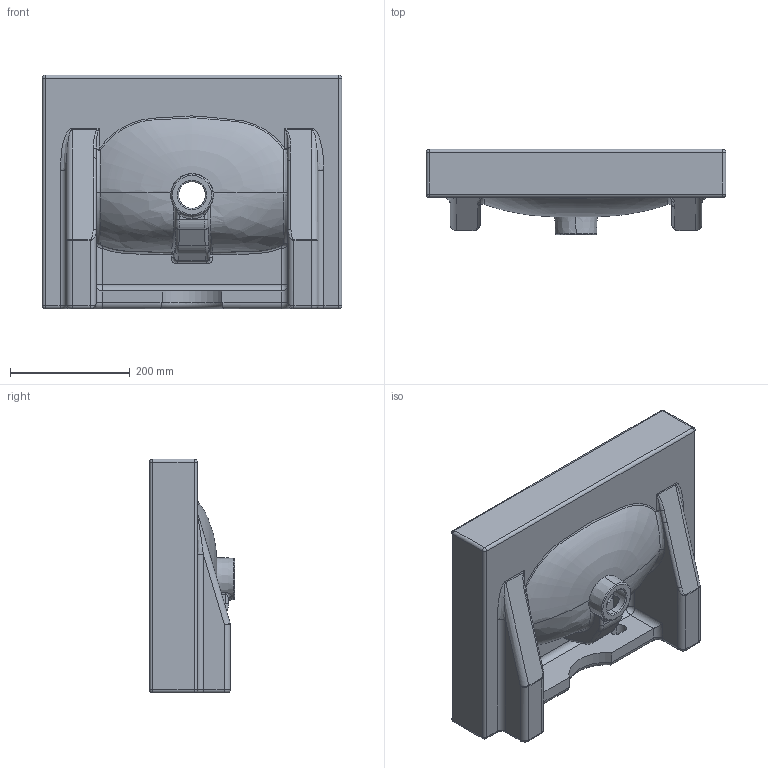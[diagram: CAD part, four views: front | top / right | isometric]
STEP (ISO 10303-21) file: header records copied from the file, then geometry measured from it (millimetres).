
FILE_DESCRIPTION (( 'STEP AP214' ), '1' );
FILE_NAME ('50000.OTH_Basin_v10722.STEP', '2022-07-29T11:53:31', ( '' ), ( '' ), 'SwSTEP 2.0', 'SolidWorks 2019', '' );
FILE_SCHEMA (( 'AUTOMOTIVE_DESIGN' ));
Length unit declared in the file: millimetre
Products named in the file (1): 50000.OTH_Basin_v10722
Bounding box: 500 x 142 x 390 mm (x, y, z)
Volume: 9711080.6 mm3; surface area: 694013.1 mm2
Topology: 1 solids, 1 shells, 200 faces, 504 edges, 289 vertices
Faces by surface type: cylinder 75, bspline 46, plane 43, torus 18, sphere 14, cone 4
Entity records: 42050 total; most frequent: CARTESIAN_POINT 37702, ORIENTED_EDGE 972, DIRECTION 840, EDGE_CURVE 486, AXIS2_PLACEMENT_3D 329, VERTEX_POINT 289, EDGE_LOOP 209, ADVANCED_FACE 200
